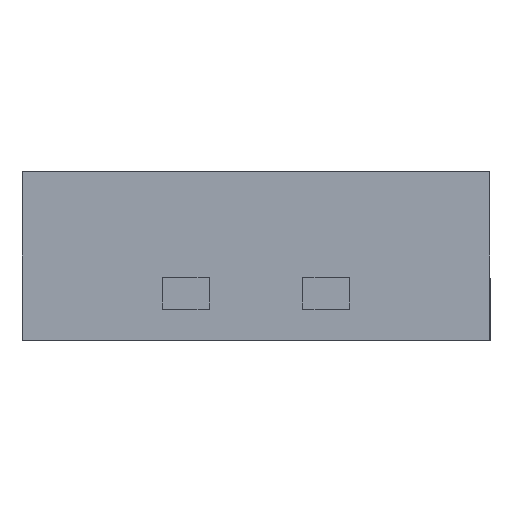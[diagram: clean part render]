
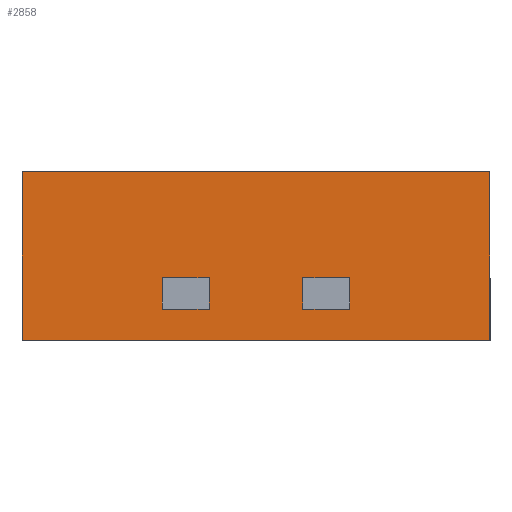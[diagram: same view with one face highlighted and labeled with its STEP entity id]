
A CAD part, front view. The second image highlights one B-rep face of the part: STEP entity #2858.
In plain terms, the highlighted planar face has unit normal (0, -1, 0).
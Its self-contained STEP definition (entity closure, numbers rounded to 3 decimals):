
#156 = CARTESIAN_POINT ( 'NONE',  ( -0.75, -0.75, 0.001 ) ) ;
#483 = VERTEX_POINT ( 'NONE', #13891 ) ;
#1709 = DIRECTION ( 'NONE',  ( 0., 0., -1. ) ) ;
#1880 = LINE ( 'NONE', #5540, #2960 ) ;
#1920 = VECTOR ( 'NONE', #5561, 1000. ) ;
#2012 = ORIENTED_EDGE ( 'NONE', *, *, #2235, .F. ) ;
#2027 = ORIENTED_EDGE ( 'NONE', *, *, #11876, .T. ) ;
#2235 = EDGE_CURVE ( 'NONE', #5746, #7596, #9089, .T. ) ;
#2319 = CARTESIAN_POINT ( 'NONE',  ( -0.75, -0.75, 0.541 ) ) ;
#2858 = ADVANCED_FACE ( 'NONE', ( #7204 ), #13311, .F. ) ;
#2888 = CARTESIAN_POINT ( 'NONE',  ( 0.749, -0.75, 0.541 ) ) ;
#2960 = VECTOR ( 'NONE', #4351, 1000. ) ;
#3108 = EDGE_LOOP ( 'NONE', ( #2027, #15655, #2012, #7394 ) ) ;
#3524 = AXIS2_PLACEMENT_3D ( 'NONE', #2319, #7047, #12108 ) ;
#4351 = DIRECTION ( 'NONE',  ( 1., 0., 0. ) ) ;
#4847 = VECTOR ( 'NONE', #7798, 1000. ) ;
#5540 = CARTESIAN_POINT ( 'NONE',  ( -0.75, -0.75, 0.001 ) ) ;
#5561 = DIRECTION ( 'NONE',  ( 0., 0., -1. ) ) ;
#5746 = VERTEX_POINT ( 'NONE', #7827 ) ;
#6944 = VERTEX_POINT ( 'NONE', #156 ) ;
#7047 = DIRECTION ( 'NONE',  ( 0., 1., 0. ) ) ;
#7204 = FACE_OUTER_BOUND ( 'NONE', #3108, .T. ) ;
#7394 = ORIENTED_EDGE ( 'NONE', *, *, #14513, .T. ) ;
#7596 = VERTEX_POINT ( 'NONE', #2888 ) ;
#7798 = DIRECTION ( 'NONE',  ( 1., 0., 0. ) ) ;
#7827 = CARTESIAN_POINT ( 'NONE',  ( -0.75, -0.75, 0.541 ) ) ;
#8035 = LINE ( 'NONE', #12706, #8574 ) ;
#8220 = LINE ( 'NONE', #8297, #1920 ) ;
#8297 = CARTESIAN_POINT ( 'NONE',  ( 0.749, -0.75, 0.541 ) ) ;
#8574 = VECTOR ( 'NONE', #1709, 1000. ) ;
#9089 = LINE ( 'NONE', #11587, #4847 ) ;
#11514 = EDGE_CURVE ( 'NONE', #7596, #483, #8220, .T. ) ;
#11587 = CARTESIAN_POINT ( 'NONE',  ( -0.75, -0.75, 0.541 ) ) ;
#11876 = EDGE_CURVE ( 'NONE', #6944, #483, #1880, .T. ) ;
#12108 = DIRECTION ( 'NONE',  ( 0., 0., 1. ) ) ;
#12706 = CARTESIAN_POINT ( 'NONE',  ( -0.75, -0.75, 0.541 ) ) ;
#13311 = PLANE ( 'NONE',  #3524 ) ;
#13891 = CARTESIAN_POINT ( 'NONE',  ( 0.749, -0.75, 0.001 ) ) ;
#14513 = EDGE_CURVE ( 'NONE', #5746, #6944, #8035, .T. ) ;
#15655 = ORIENTED_EDGE ( 'NONE', *, *, #11514, .F. ) ;
